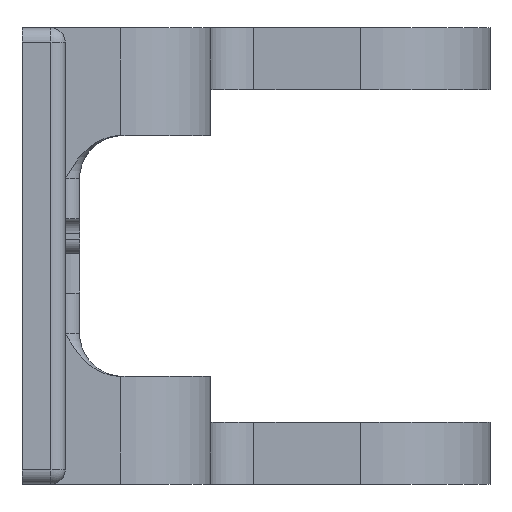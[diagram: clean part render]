
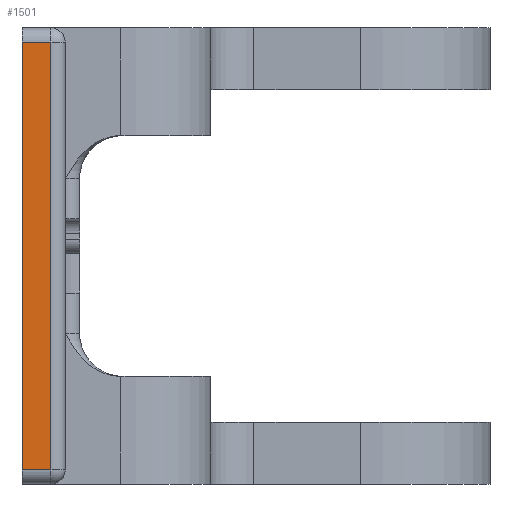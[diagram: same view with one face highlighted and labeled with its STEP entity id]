
A CAD part, left-side view. The second image highlights one B-rep face of the part: STEP entity #1501.
In plain terms, the highlighted face is planar.
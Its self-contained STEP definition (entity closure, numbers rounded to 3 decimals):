
#40 = ORIENTED_EDGE ( 'NONE', *, *, #364, .T. ) ;
#228 = CARTESIAN_POINT ( 'NONE',  ( 14.875, -23.55, -26.325 ) ) ;
#244 = AXIS2_PLACEMENT_3D ( 'NONE', #3430, #2334, #817 ) ;
#284 = DIRECTION ( 'NONE',  ( 0., -1., 0. ) ) ;
#364 = EDGE_CURVE ( 'NONE', #643, #3982, #1705, .T. ) ;
#394 = LINE ( 'NONE', #4233, #1192 ) ;
#496 = DIRECTION ( 'NONE',  ( 0., 1., 0. ) ) ;
#643 = VERTEX_POINT ( 'NONE', #3131 ) ;
#736 = EDGE_CURVE ( 'NONE', #3982, #3393, #2659, .T. ) ;
#812 = FACE_OUTER_BOUND ( 'NONE', #1720, .T. ) ;
#817 = DIRECTION ( 'NONE',  ( -1., 0., 0. ) ) ;
#961 = CARTESIAN_POINT ( 'NONE',  ( 14.875, -23.55, -26.325 ) ) ;
#982 = VECTOR ( 'NONE', #284, 1000. ) ;
#1088 = EDGE_CURVE ( 'NONE', #3984, #3393, #2285, .T. ) ;
#1137 = EDGE_CURVE ( 'NONE', #3984, #643, #394, .T. ) ;
#1155 = PLANE ( 'NONE',  #244 ) ;
#1163 = ORIENTED_EDGE ( 'NONE', *, *, #1088, .F. ) ;
#1192 = VECTOR ( 'NONE', #496, 1000. ) ;
#1475 = ORIENTED_EDGE ( 'NONE', *, *, #736, .T. ) ;
#1501 = ADVANCED_FACE ( 'NONE', ( #812 ), #1155, .T. ) ;
#1553 = DIRECTION ( 'NONE',  ( 1., 0., 0. ) ) ;
#1560 = CARTESIAN_POINT ( 'NONE',  ( -20.875, -23.55, -26.325 ) ) ;
#1679 = CARTESIAN_POINT ( 'NONE',  ( -14.875, -23.55, -26.325 ) ) ;
#1705 = LINE ( 'NONE', #2577, #4176 ) ;
#1720 = EDGE_LOOP ( 'NONE', ( #1163, #3865, #40, #1475 ) ) ;
#2285 = LINE ( 'NONE', #1560, #3078 ) ;
#2334 = DIRECTION ( 'NONE',  ( 0., 0., -1. ) ) ;
#2577 = CARTESIAN_POINT ( 'NONE',  ( -20.875, -21.55, -26.325 ) ) ;
#2659 = LINE ( 'NONE', #961, #982 ) ;
#3078 = VECTOR ( 'NONE', #1553, 1000. ) ;
#3131 = CARTESIAN_POINT ( 'NONE',  ( -14.875, -21.55, -26.325 ) ) ;
#3393 = VERTEX_POINT ( 'NONE', #228 ) ;
#3430 = CARTESIAN_POINT ( 'NONE',  ( -20.875, -23.55, -26.325 ) ) ;
#3449 = DIRECTION ( 'NONE',  ( 1., 0., 0. ) ) ;
#3865 = ORIENTED_EDGE ( 'NONE', *, *, #1137, .T. ) ;
#3982 = VERTEX_POINT ( 'NONE', #4034 ) ;
#3984 = VERTEX_POINT ( 'NONE', #1679 ) ;
#4034 = CARTESIAN_POINT ( 'NONE',  ( 14.875, -21.55, -26.325 ) ) ;
#4176 = VECTOR ( 'NONE', #3449, 1000. ) ;
#4233 = CARTESIAN_POINT ( 'NONE',  ( -14.875, -23.55, -26.325 ) ) ;
